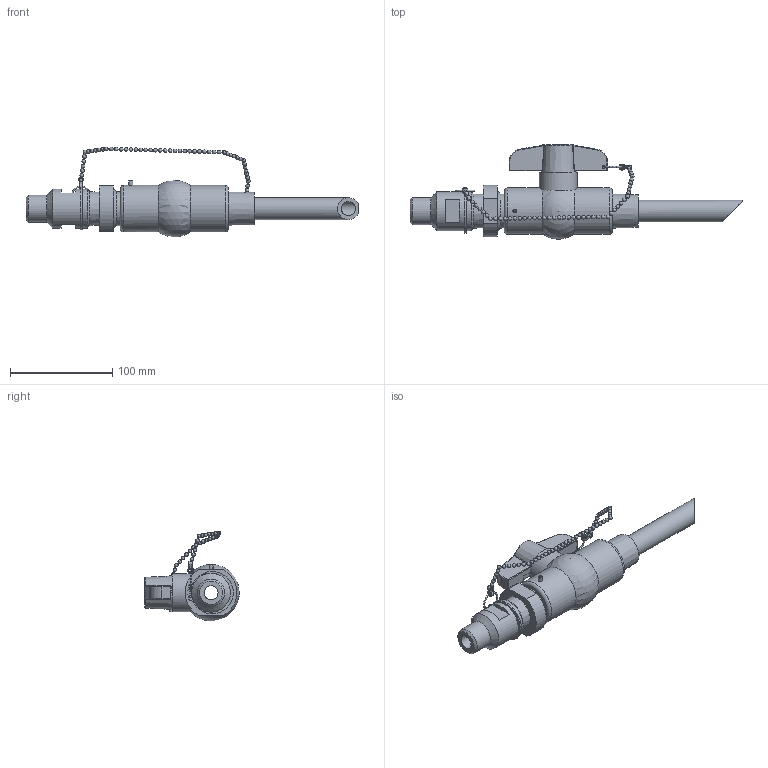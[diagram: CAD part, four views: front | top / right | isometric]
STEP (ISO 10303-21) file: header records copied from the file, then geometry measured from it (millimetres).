
FILE_DESCRIPTION(/* description */ (''),/* implementation_level */ '2;1');
FILE_NAME(/* name */ 'CS-75A10A-4IA-AAA_R0.stp',/* time_stamp */ '2024-11-15T09:16:19-05:00',/* author */ ('SalesDesk5'),/* organization */ (''),/* preprocessor_version */ 'ST-DEVELOPER v20',/* originating_system */ 'Autodesk Inventor 2025',/* authorisation */ '');
FILE_SCHEMA (('CONFIG_CONTROL_DESIGN'));
Length unit declared in the file: inch
Products named in the file (14): CS-75A10A-4IA-AAA; VMTE-1-ASSY; VMTE-1; CS-8GLD-10A10A-50-PVC-GLD; NIPPLE-75-PVC_R0; CCSR-V-SCREW; IQ-CS-75A10A-6IB-A; CS-4BODY-75A10A-PVC; PIPE-75A10A-PVC-4IB; a_38_unstressed; CS-5010POLY-CHAIN_R0; gn_10882_02; 20MMKR_R0; CHAIN-END30mm_R0
Assembly tree (23 placements, depth 3):
  CS-75A10A-4IA-AAA
    VMTE-1-ASSY
      VMTE-1
      CS-8GLD-10A10A-50-PVC-GLD
      NIPPLE-75-PVC_R0
      CCSR-V-SCREW
    IQ-CS-75A10A-6IB-A
      CS-4BODY-75A10A-PVC
      PIPE-75A10A-PVC-4IB
    a_38_unstressed
    CS-5010POLY-CHAIN_R0
      CHAIN-END30mm_R0  x9
      gn_10882_02  x2
      20MMKR_R0  x2
Bounding box: 325.25 x 92.4 x 88.09 mm (x, y, z)
Volume: 311081 mm3; surface area: 101044 mm2
Topology: 20 solids, 20 shells, 342 faces, 851 edges, 542 vertices
Faces by surface type: cylinder 114, plane 107, sphere 68, bspline 26, torus 14, cone 13
Full cylindrical faces by diameter (mm): 0.9 x54, 2.5 x2, 2.54 x1, 3.183 x1, 3.8 x2, 3.81 x2, 4 x2, 13.716 x1, 13.868 x1, 19.05 x1, 21.336 x1, 22.225 x1, 23.774 x1, 25.095 x1, 26.67 x1, 28.651 x1, 30.226 x1, 33.169 x1, 33.782 x2, 37.338 x1, 38.1 x2, 45.593 x2
Entity records: 7293 total; most frequent: CARTESIAN_POINT 1923, DIRECTION 1075, ORIENTED_EDGE 944, EDGE_CURVE 472, AXIS2_PLACEMENT_3D 447, VERTEX_POINT 297, EDGE_LOOP 241, CIRCLE 227
